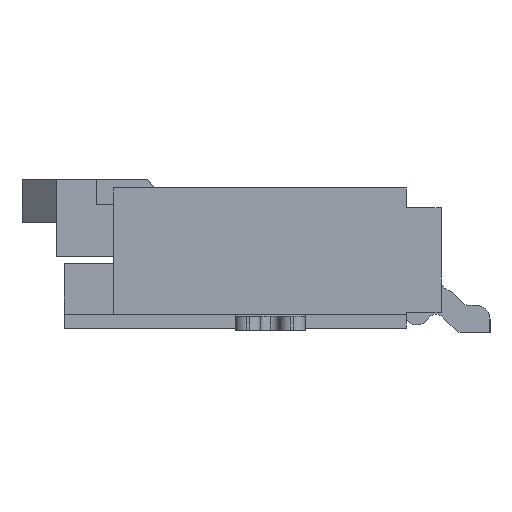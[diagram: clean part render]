
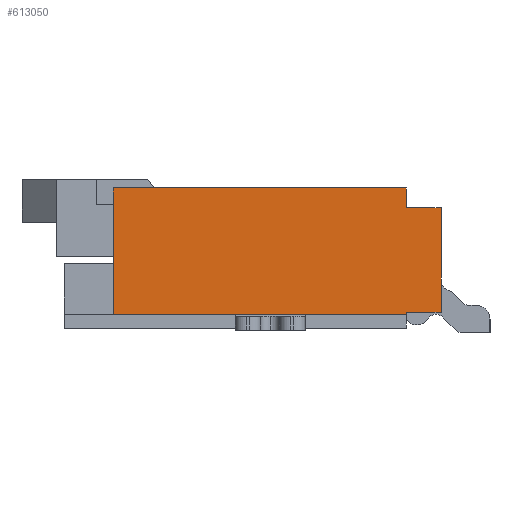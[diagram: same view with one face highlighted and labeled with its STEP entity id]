
A CAD part, left-side view. The second image highlights one B-rep face of the part: STEP entity #613050.
In plain terms, the highlighted planar face has unit normal (-1, 0, 0).
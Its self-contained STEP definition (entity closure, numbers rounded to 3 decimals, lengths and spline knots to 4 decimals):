
#194940=CARTESIAN_POINT('',(-32.7204,-74.3887,0.));
#194950=DIRECTION('',(0.,1.,0.));
#194960=VECTOR('',#194950,4.2);
#194970=LINE('',#194940,#194960);
#194980=CARTESIAN_POINT('',(-32.7204,-74.3887,0.));
#194990=VERTEX_POINT('',#194980);
#195000=CARTESIAN_POINT('',(-32.7204,-70.1887,0.));
#195010=VERTEX_POINT('',#195000);
#195020=EDGE_CURVE('',#194990,#195010,#194970,.T.);
#254980=CARTESIAN_POINT('',(-32.7204,-74.3887,
-0.2801));
#254990=VERTEX_POINT('',#254980);
#255020=CARTESIAN_POINT('',(-32.7204,-74.3887,
-0.2801));
#255030=DIRECTION('',(0.,0.,1.));
#255040=VECTOR('',#255030,0.2801);
#255050=LINE('',#255020,#255040);
#255060=EDGE_CURVE('',#254990,#194990,#255050,.T.);
#255210=CARTESIAN_POINT('',(-32.7204,-74.3887,
-1.7799));
#255220=VERTEX_POINT('',#255210);
#255270=CARTESIAN_POINT('',(-32.7204,-74.3887,
-1.7799));
#255280=DIRECTION('',(0.,-1.,0.));
#255290=VECTOR('',#255280,0.5);
#255300=LINE('',#255270,#255290);
#255310=CARTESIAN_POINT('',(-32.7204,-74.8887,
-1.7799));
#255320=VERTEX_POINT('',#255310);
#255330=EDGE_CURVE('',#255220,#255320,#255300,.T.);
#347960=CARTESIAN_POINT('',(-32.7204,-74.3887,-1.81));
#347970=VERTEX_POINT('',#347960);
#348190=CARTESIAN_POINT('',(-32.7204,-70.1887,-1.81));
#348200=VERTEX_POINT('',#348190);
#348230=CARTESIAN_POINT('',(-32.7204,-70.1887,-1.81));
#348240=DIRECTION('',(0.,-1.,0.));
#348250=VECTOR('',#348240,4.2);
#348260=LINE('',#348230,#348250);
#348270=EDGE_CURVE('',#348200,#347970,#348260,.T.);
#363840=CARTESIAN_POINT('',(-32.7204,-74.8887,
-1.7799));
#363850=DIRECTION('',(0.,0.,1.));
#363860=VECTOR('',#363850,1.4998);
#363870=LINE('',#363840,#363860);
#363880=CARTESIAN_POINT('',(-32.7204,-74.8887,
-0.2801));
#363890=VERTEX_POINT('',#363880);
#363900=EDGE_CURVE('',#255320,#363890,#363870,.T.);
#476660=CARTESIAN_POINT('',(-32.7204,-70.1887,0.));
#476670=DIRECTION('',(0.,0.,-1.));
#476680=VECTOR('',#476670,1.81);
#476690=LINE('',#476660,#476680);
#476700=EDGE_CURVE('',#195010,#348200,#476690,.T.);
#529140=CARTESIAN_POINT('',(-32.7204,-74.3887,
-0.2801));
#529150=DIRECTION('',(0.,-1.,0.));
#529160=VECTOR('',#529150,0.5);
#529170=LINE('',#529140,#529160);
#529180=EDGE_CURVE('',#254990,#363890,#529170,.T.);
#567770=CARTESIAN_POINT('',(-32.7204,-74.3887,0.));
#567780=DIRECTION('',(-0.,0.,1.));
#567790=VECTOR('',#567780,1.);
#567800=LINE('',#567770,#567790);
#567810=EDGE_CURVE('',#347970,#255220,#567800,.T.);
#612900=CARTESIAN_POINT('',(-32.7204,-72.5387,-0.905));
#612910=DIRECTION('',(1.,0.,0.));
#612920=DIRECTION('',(0.,-1.,0.));
#612930=AXIS2_PLACEMENT_3D('',#612900,#612910,#612920);
#612940=PLANE('',#612930);
#612950=ORIENTED_EDGE('',*,*,#476700,.T.);
#612960=ORIENTED_EDGE('',*,*,#195020,.T.);
#612970=ORIENTED_EDGE('',*,*,#255060,.T.);
#612980=ORIENTED_EDGE('',*,*,#529180,.F.);
#612990=ORIENTED_EDGE('',*,*,#363900,.T.);
#613000=ORIENTED_EDGE('',*,*,#255330,.T.);
#613010=ORIENTED_EDGE('',*,*,#567810,.T.);
#613020=ORIENTED_EDGE('',*,*,#348270,.T.);
#613030=EDGE_LOOP('',(#613020,#613010,#613000,#612990,#612980,#612970,
#612960,#612950));
#613040=FACE_OUTER_BOUND('',#613030,.T.);
#613050=ADVANCED_FACE('',(#613040),#612940,.F.);
